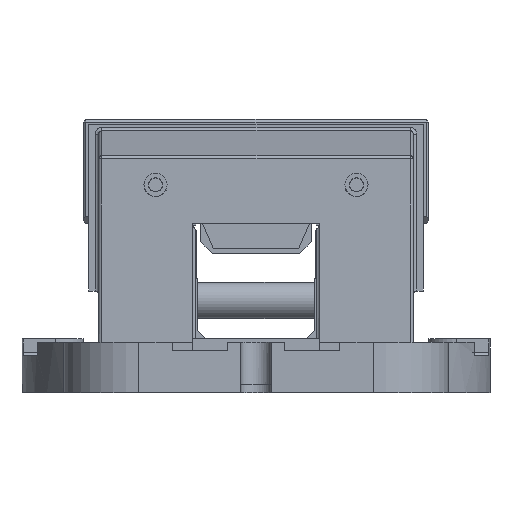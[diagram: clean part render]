
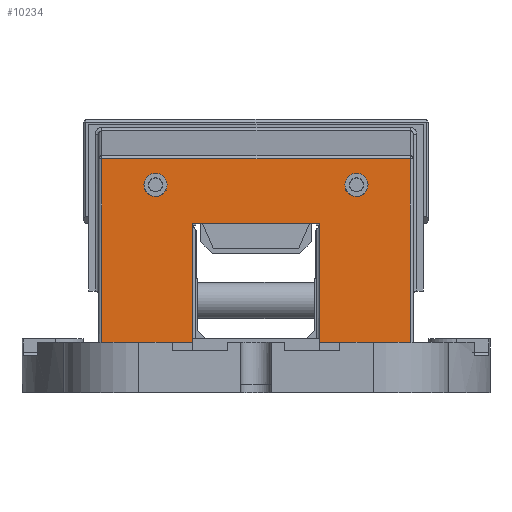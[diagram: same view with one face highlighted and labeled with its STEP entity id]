
A CAD part, left-side view. The second image highlights one B-rep face of the part: STEP entity #10234.
In plain terms, the highlighted planar face has unit normal (-1, 0, 0.018).
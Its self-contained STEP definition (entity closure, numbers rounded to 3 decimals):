
#322=ELLIPSE($,#10970,7.001,7.);
#323=ELLIPSE($,#10971,6.919,6.918);
#324=ELLIPSE($,#10972,7.001,7.);
#325=ELLIPSE($,#10973,6.919,6.918);
#437=LINE($,#15537,#1260);
#438=LINE($,#15539,#1261);
#439=LINE($,#15541,#1262);
#440=LINE($,#15543,#1263);
#441=LINE($,#15545,#1264);
#442=LINE($,#15547,#1265);
#443=LINE($,#15549,#1266);
#444=LINE($,#15550,#1267);
#445=LINE($,#15553,#1268);
#446=LINE($,#15557,#1269);
#447=LINE($,#15561,#1270);
#448=LINE($,#15565,#1271);
#1260=VECTOR($,#12256,71.011);
#1261=VECTOR($,#12257,76.);
#1262=VECTOR($,#12258,71.011);
#1263=VECTOR($,#12259,54.);
#1264=VECTOR($,#12260,109.482);
#1265=VECTOR($,#12261,184.);
#1266=VECTOR($,#12262,109.482);
#1267=VECTOR($,#12263,54.);
#1268=VECTOR($,#12264,0.086);
#1269=VECTOR($,#12267,0.086);
#1270=VECTOR($,#12270,0.086);
#1271=VECTOR($,#12273,0.086);
#2052=PLANE($,#10969);
#2400=FACE_BOUND($,#3378,.T.);
#2401=FACE_BOUND($,#3379,.T.);
#2709=FACE_OUTER_BOUND($,#3377,.T.);
#3377=EDGE_LOOP($,(#7284,#7285,#7286,#7287,#7288,#7289,#7290,#7291));
#3378=EDGE_LOOP($,(#7292,#7293,#7294,#7295));
#3379=EDGE_LOOP($,(#7296,#7297,#7298,#7299));
#4864=VERTEX_POINT($,#15535);
#4865=VERTEX_POINT($,#15536);
#4866=VERTEX_POINT($,#15538);
#4867=VERTEX_POINT($,#15540);
#4868=VERTEX_POINT($,#15542);
#4869=VERTEX_POINT($,#15544);
#4870=VERTEX_POINT($,#15546);
#4871=VERTEX_POINT($,#15548);
#4872=VERTEX_POINT($,#15551);
#4873=VERTEX_POINT($,#15552);
#4874=VERTEX_POINT($,#15554);
#4875=VERTEX_POINT($,#15556);
#4876=VERTEX_POINT($,#15559);
#4877=VERTEX_POINT($,#15560);
#4878=VERTEX_POINT($,#15562);
#4879=VERTEX_POINT($,#15564);
#5871=EDGE_CURVE($,#4864,#4865,#437,.T.);
#5872=EDGE_CURVE($,#4865,#4866,#438,.T.);
#5873=EDGE_CURVE($,#4866,#4867,#439,.T.);
#5874=EDGE_CURVE($,#4868,#4867,#440,.T.);
#5875=EDGE_CURVE($,#4869,#4868,#441,.T.);
#5876=EDGE_CURVE($,#4870,#4869,#442,.T.);
#5877=EDGE_CURVE($,#4871,#4870,#443,.T.);
#5878=EDGE_CURVE($,#4864,#4871,#444,.T.);
#5879=EDGE_CURVE($,#4872,#4873,#445,.T.);
#5880=EDGE_CURVE($,#4873,#4874,#322,.T.);
#5881=EDGE_CURVE($,#4874,#4875,#446,.T.);
#5882=EDGE_CURVE($,#4875,#4872,#323,.T.);
#5883=EDGE_CURVE($,#4876,#4877,#447,.T.);
#5884=EDGE_CURVE($,#4877,#4878,#324,.T.);
#5885=EDGE_CURVE($,#4878,#4879,#448,.T.);
#5886=EDGE_CURVE($,#4879,#4876,#325,.T.);
#7284=ORIENTED_EDGE($,*,*,#5871,.T.);
#7285=ORIENTED_EDGE($,*,*,#5872,.T.);
#7286=ORIENTED_EDGE($,*,*,#5873,.T.);
#7287=ORIENTED_EDGE($,*,*,#5874,.F.);
#7288=ORIENTED_EDGE($,*,*,#5875,.F.);
#7289=ORIENTED_EDGE($,*,*,#5876,.F.);
#7290=ORIENTED_EDGE($,*,*,#5877,.F.);
#7291=ORIENTED_EDGE($,*,*,#5878,.F.);
#7292=ORIENTED_EDGE($,*,*,#5879,.T.);
#7293=ORIENTED_EDGE($,*,*,#5880,.T.);
#7294=ORIENTED_EDGE($,*,*,#5881,.T.);
#7295=ORIENTED_EDGE($,*,*,#5882,.T.);
#7296=ORIENTED_EDGE($,*,*,#5883,.T.);
#7297=ORIENTED_EDGE($,*,*,#5884,.T.);
#7298=ORIENTED_EDGE($,*,*,#5885,.T.);
#7299=ORIENTED_EDGE($,*,*,#5886,.T.);
#10234=ADVANCED_FACE($,(#2709,#2400,#2401),#2052,.T.);
#10969=AXIS2_PLACEMENT_3D($,#15534,#12254,#12255);
#10970=AXIS2_PLACEMENT_3D($,#15555,#12265,#12266);
#10971=AXIS2_PLACEMENT_3D($,#15558,#12268,#12269);
#10972=AXIS2_PLACEMENT_3D($,#15563,#12271,#12272);
#10973=AXIS2_PLACEMENT_3D($,#15566,#12274,#12275);
#12254=DIRECTION('center_axis',(-1.,0.,0.017));
#12255=DIRECTION('ref_axis',(0.017,0.,1.));
#12256=DIRECTION($,(0.017,0.,1.));
#12257=DIRECTION($,(0.,-1.,0.));
#12258=DIRECTION($,(-0.017,0.,-1.));
#12259=DIRECTION($,(0.,1.,0.));
#12260=DIRECTION($,(-0.017,0.,-1.));
#12261=DIRECTION($,(0.,-1.,0.));
#12262=DIRECTION($,(0.017,0.,1.));
#12263=DIRECTION($,(0.,1.,0.));
#12264=DIRECTION($,(0.,-1.,0.));
#12265=DIRECTION('center_axis',(1.,0.,-0.017));
#12266=DIRECTION('ref_axis',(-0.017,0.,-1.));
#12267=DIRECTION($,(0.,-1.,0.));
#12268=DIRECTION('center_axis',(1.,0.,-0.017));
#12269=DIRECTION('ref_axis',(0.017,0.,1.));
#12270=DIRECTION($,(0.,-1.,0.));
#12271=DIRECTION('center_axis',(1.,0.,-0.017));
#12272=DIRECTION('ref_axis',(-0.017,0.,-1.));
#12273=DIRECTION($,(0.,-1.,0.));
#12274=DIRECTION('center_axis',(1.,0.,-0.017));
#12275=DIRECTION('ref_axis',(0.017,0.,1.));
#15534=CARTESIAN_POINT('Origin',(-318.,0.,141.));
#15535=CARTESIAN_POINT('',(-319.938,38.,30.));
#15536=CARTESIAN_POINT('',(-318.698,38.,101.));
#15537=CARTESIAN_POINT($,(-318.524,38.,110.992));
#15538=CARTESIAN_POINT('',(-318.698,-38.,101.));
#15539=CARTESIAN_POINT($,(-318.698,19.,101.));
#15540=CARTESIAN_POINT('',(-319.938,-38.,30.));
#15541=CARTESIAN_POINT($,(-318.969,-38.,85.5));
#15542=CARTESIAN_POINT('',(-319.938,-92.,30.));
#15543=CARTESIAN_POINT($,(-319.938,0.,30.));
#15544=CARTESIAN_POINT('',(-318.027,-92.,139.466));
#15545=CARTESIAN_POINT($,(-318.686,-92.,101.711));
#15546=CARTESIAN_POINT('',(-318.027,92.,139.466));
#15547=CARTESIAN_POINT($,(-318.027,0.,139.466));
#15548=CARTESIAN_POINT('',(-319.938,92.,30.));
#15549=CARTESIAN_POINT($,(-318.953,92.,86.416));
#15550=CARTESIAN_POINT($,(-319.938,0.,30.));
#15551=CARTESIAN_POINT('',(-318.332,53.378,122.));
#15552=CARTESIAN_POINT('',(-318.332,53.292,122.));
#15553=CARTESIAN_POINT($,(-318.332,30.,122.));
#15554=CARTESIAN_POINT('',(-318.332,66.708,122.));
#15555=CARTESIAN_POINT('Origin',(-318.297,60.,124.));
#15556=CARTESIAN_POINT('',(-318.332,66.622,122.));
#15557=CARTESIAN_POINT($,(-318.332,30.,122.));
#15558=CARTESIAN_POINT('Origin',(-318.297,60.,124.));
#15559=CARTESIAN_POINT('',(-318.332,-66.622,122.));
#15560=CARTESIAN_POINT('',(-318.332,-66.708,122.));
#15561=CARTESIAN_POINT($,(-318.332,-30.,122.));
#15562=CARTESIAN_POINT('',(-318.332,-53.292,122.));
#15563=CARTESIAN_POINT('Origin',(-318.297,-60.,124.));
#15564=CARTESIAN_POINT('',(-318.332,-53.378,122.));
#15565=CARTESIAN_POINT($,(-318.332,-30.,122.));
#15566=CARTESIAN_POINT('Origin',(-318.297,-60.,124.));
